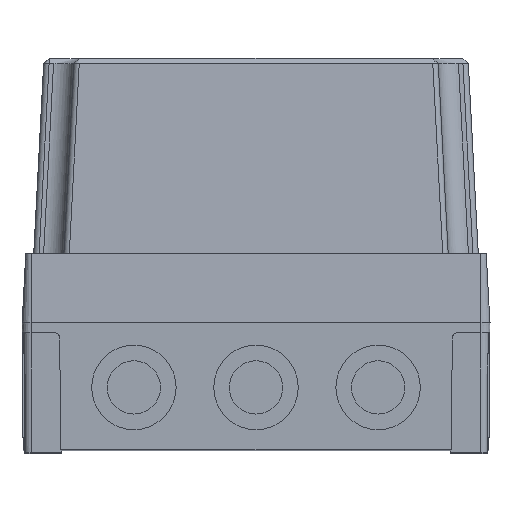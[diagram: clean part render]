
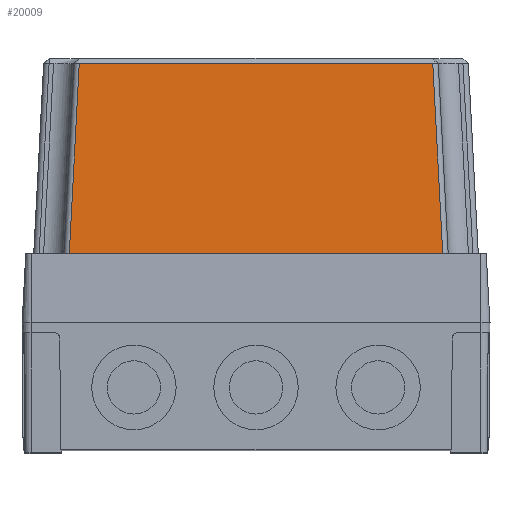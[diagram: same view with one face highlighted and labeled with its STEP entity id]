
A CAD part, top view. The second image highlights one B-rep face of the part: STEP entity #20009.
In plain terms, the highlighted planar face has unit normal (0, 0.052, 0.999).
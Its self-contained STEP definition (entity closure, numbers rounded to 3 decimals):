
#60 = LINE ( 'NONE', #6858, #21291 ) ;
#194 = CARTESIAN_POINT ( 'NONE',  ( -48.186, 99.6, 119.224 ) ) ;
#559 = ORIENTED_EDGE ( 'NONE', *, *, #7774, .T. ) ;
#604 = CARTESIAN_POINT ( 'NONE',  ( -58.106, 99.6, 119.224 ) ) ;
#1777 = VECTOR ( 'NONE', #21075, 1000. ) ;
#1871 = CARTESIAN_POINT ( 'NONE',  ( -67.85, 99.603, 119.224 ) ) ;
#2381 = CARTESIAN_POINT ( 'NONE',  ( -67.673, 99.6, 119.224 ) ) ;
#2638 = VERTEX_POINT ( 'NONE', #15635 ) ;
#2657 = EDGE_LOOP ( 'NONE', ( #15202, #19347, #559, #12547 ) ) ;
#3458 = B_SPLINE_CURVE_WITH_KNOTS ( 'NONE', 3,
 ( #16826, #21108, #17672, #12553, #12031, #17784, #19343, #194, #604, #20605, #7003, #18831, #15490, #2381, #1871, #17046 ),
 .UNSPECIFIED., .F., .F.,
 ( 4, 2, 1, 1, 1, 1, 1, 1, 1, 1, 2, 4 ),
 ( 0., 0.017, 0.034, 0.068, 0.102, 0.119, 0.128, 0.132, 0.134, 0.135, 0.136, 0.136 ),
 .UNSPECIFIED. ) ;
#3668 = CARTESIAN_POINT ( 'NONE',  ( 73.95, 26.6, 123.05 ) ) ;
#5605 = CARTESIAN_POINT ( 'NONE',  ( 71.859, 26.491, 123.056 ) ) ;
#5808 = VERTEX_POINT ( 'NONE', #12009 ) ;
#6293 = FACE_OUTER_BOUND ( 'NONE', #2657, .T. ) ;
#6362 = VECTOR ( 'NONE', #20884, 1000. ) ;
#6858 = CARTESIAN_POINT ( 'NONE',  ( 73.95, 26.6, 123.05 ) ) ;
#7003 = CARTESIAN_POINT ( 'NONE',  ( -65.547, 99.6, 119.224 ) ) ;
#7372 = LINE ( 'NONE', #14191, #1777 ) ;
#7774 = EDGE_CURVE ( 'NONE', #18904, #5808, #7372, .T. ) ;
#7899 = CARTESIAN_POINT ( 'NONE',  ( -68.027, 99.6, 119.223 ) ) ;
#8865 = EDGE_CURVE ( 'NONE', #5808, #2638, #60, .T. ) ;
#12009 = CARTESIAN_POINT ( 'NONE',  ( -71.853, 26.6, 123.05 ) ) ;
#12031 = CARTESIAN_POINT ( 'NONE',  ( 28.345, 99.6, 119.224 ) ) ;
#12547 = ORIENTED_EDGE ( 'NONE', *, *, #8865, .T. ) ;
#12553 = CARTESIAN_POINT ( 'NONE',  ( 45.351, 99.6, 119.224 ) ) ;
#13039 = CARTESIAN_POINT ( 'NONE',  ( 68.027, 99.6, 119.224 ) ) ;
#14191 = CARTESIAN_POINT ( 'NONE',  ( -71.455, 34.199, 122.652 ) ) ;
#14251 = AXIS2_PLACEMENT_3D ( 'NONE', #3668, #21773, #19895 ) ;
#14914 = EDGE_CURVE ( 'NONE', #17626, #18904, #3458, .T. ) ;
#15202 = ORIENTED_EDGE ( 'NONE', *, *, #21453, .T. ) ;
#15490 = CARTESIAN_POINT ( 'NONE',  ( -67.318, 99.6, 119.224 ) ) ;
#15635 = CARTESIAN_POINT ( 'NONE',  ( 71.853, 26.6, 123.05 ) ) ;
#16826 = CARTESIAN_POINT ( 'NONE',  ( 68.027, 99.6, 119.224 ) ) ;
#17046 = CARTESIAN_POINT ( 'NONE',  ( -68.027, 99.6, 119.223 ) ) ;
#17626 = VERTEX_POINT ( 'NONE', #13039 ) ;
#17672 = CARTESIAN_POINT ( 'NONE',  ( 56.689, 99.6, 119.224 ) ) ;
#17784 = CARTESIAN_POINT ( 'NONE',  ( 0., 99.6, 119.224 ) ) ;
#18831 = CARTESIAN_POINT ( 'NONE',  ( -66.787, 99.6, 119.224 ) ) ;
#18904 = VERTEX_POINT ( 'NONE', #7899 ) ;
#19343 = CARTESIAN_POINT ( 'NONE',  ( -28.345, 99.6, 119.224 ) ) ;
#19347 = ORIENTED_EDGE ( 'NONE', *, *, #14914, .T. ) ;
#19895 = DIRECTION ( 'NONE',  ( 0., -0.999, 0.052 ) ) ;
#20009 = ADVANCED_FACE ( 'NONE', ( #6293 ), #20226, .T. ) ;
#20226 = PLANE ( 'NONE',  #14251 ) ;
#20464 = DIRECTION ( 'NONE',  ( 1., 0., 0. ) ) ;
#20552 = LINE ( 'NONE', #5605, #6362 ) ;
#20605 = CARTESIAN_POINT ( 'NONE',  ( -63.067, 99.6, 119.224 ) ) ;
#20884 = DIRECTION ( 'NONE',  ( -0.052, 0.997, -0.052 ) ) ;
#21075 = DIRECTION ( 'NONE',  ( -0.052, -0.997, 0.052 ) ) ;
#21108 = CARTESIAN_POINT ( 'NONE',  ( 62.358, 99.602, 119.224 ) ) ;
#21291 = VECTOR ( 'NONE', #20464, 1000. ) ;
#21453 = EDGE_CURVE ( 'NONE', #2638, #17626, #20552, .T. ) ;
#21773 = DIRECTION ( 'NONE',  ( 0., 0.052, 0.999 ) ) ;
